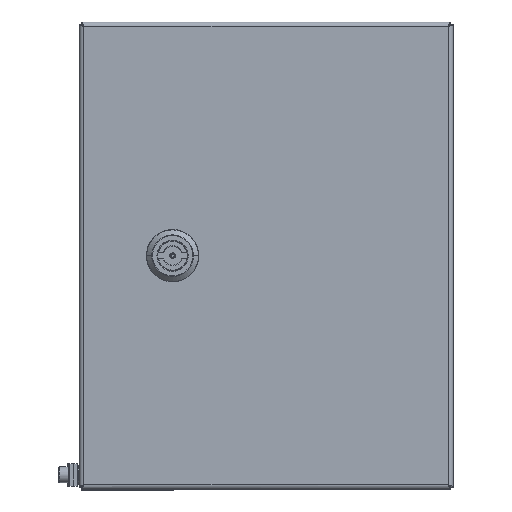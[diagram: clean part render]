
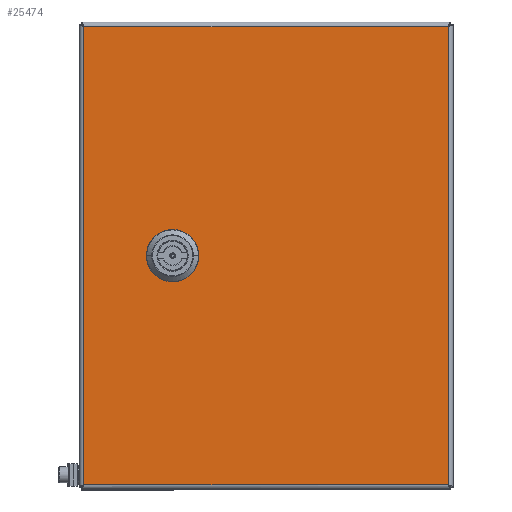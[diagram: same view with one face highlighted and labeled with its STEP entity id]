
A CAD part, top view. The second image highlights one B-rep face of the part: STEP entity #25474.
In plain terms, the highlighted face is planar.
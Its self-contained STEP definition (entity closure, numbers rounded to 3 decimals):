
#282 = CARTESIAN_POINT ( 'NONE',  ( 50., 0., 0. ) ) ;
#1039 = AXIS2_PLACEMENT_3D ( 'NONE', #282, #20283, #3178 ) ;
#1308 = VERTEX_POINT ( 'NONE', #26279 ) ;
#1604 = EDGE_CURVE ( 'NONE', #31270, #23385, #13317, .T. ) ;
#1727 = VERTEX_POINT ( 'NONE', #22588 ) ;
#2025 = VERTEX_POINT ( 'NONE', #30320 ) ;
#2209 = DIRECTION ( 'NONE',  ( 0., 0., -1. ) ) ;
#2617 = ORIENTED_EDGE ( 'NONE', *, *, #20971, .T. ) ;
#2678 = CARTESIAN_POINT ( 'NONE',  ( 55.154, 10., 0. ) ) ;
#3178 = DIRECTION ( 'NONE',  ( -1., 0., 0. ) ) ;
#3467 = EDGE_CURVE ( 'NONE', #1727, #18423, #12016, .T. ) ;
#3468 = AXIS2_PLACEMENT_3D ( 'NONE', #25742, #8651, #28604 ) ;
#4044 = CIRCLE ( 'NONE', #4595, 11.25 ) ;
#4439 = VECTOR ( 'NONE', #21049, 1000. ) ;
#4539 = DIRECTION ( 'NONE',  ( 0., -1., 0. ) ) ;
#4595 = AXIS2_PLACEMENT_3D ( 'NONE', #19328, #2209, #22157 ) ;
#4739 = DIRECTION ( 'NONE',  ( 0., 0., 1. ) ) ;
#4846 = CARTESIAN_POINT ( 'NONE',  ( 97.5, 123.743, 0. ) ) ;
#4990 = EDGE_LOOP ( 'NONE', ( #5485, #9462, #24595, #23354, #36836, #12704, #19149, #25016 ) ) ;
#5485 = ORIENTED_EDGE ( 'NONE', *, *, #16429, .F. ) ;
#7745 = DIRECTION ( 'NONE',  ( 1., 0., 0. ) ) ;
#8395 = DIRECTION ( 'NONE',  ( -1., 0., 0. ) ) ;
#8651 = DIRECTION ( 'NONE',  ( 0., 0., -1. ) ) ;
#8715 = LINE ( 'NONE', #15945, #22080 ) ;
#9198 = LINE ( 'NONE', #23967, #15853 ) ;
#9462 = ORIENTED_EDGE ( 'NONE', *, *, #27521, .F. ) ;
#9474 = FACE_OUTER_BOUND ( 'NONE', #22376, .T. ) ;
#10250 = DIRECTION ( 'NONE',  ( 0., 1., 0. ) ) ;
#10370 = EDGE_CURVE ( 'NONE', #2025, #18592, #4044, .T. ) ;
#11634 = VECTOR ( 'NONE', #8395, 1000. ) ;
#12016 = LINE ( 'NONE', #26696, #4439 ) ;
#12040 = CARTESIAN_POINT ( 'NONE',  ( 60., -5.154, 0. ) ) ;
#12312 = EDGE_CURVE ( 'NONE', #23385, #13448, #12796, .T. ) ;
#12380 = CIRCLE ( 'NONE', #3468, 11.25 ) ;
#12415 = VECTOR ( 'NONE', #16200, 1000. ) ;
#12704 = ORIENTED_EDGE ( 'NONE', *, *, #27972, .F. ) ;
#12796 = CIRCLE ( 'NONE', #21852, 11.25 ) ;
#12926 = CARTESIAN_POINT ( 'NONE',  ( 40., 5.154, 0. ) ) ;
#13211 = ORIENTED_EDGE ( 'NONE', *, *, #19854, .T. ) ;
#13317 = LINE ( 'NONE', #33357, #12415 ) ;
#13319 = CIRCLE ( 'NONE', #1039, 11.25 ) ;
#13426 = DIRECTION ( 'NONE',  ( 0., -1., 0. ) ) ;
#13448 = VERTEX_POINT ( 'NONE', #23578 ) ;
#15853 = VECTOR ( 'NONE', #29598, 1000. ) ;
#15859 = CARTESIAN_POINT ( 'NONE',  ( 60., 5.154, 0. ) ) ;
#15945 = CARTESIAN_POINT ( 'NONE',  ( -97.5, -123.743, 0. ) ) ;
#16129 = FACE_BOUND ( 'NONE', #4990, .T. ) ;
#16200 = DIRECTION ( 'NONE',  ( 1., 0., 0. ) ) ;
#16238 = ORIENTED_EDGE ( 'NONE', *, *, #29799, .T. ) ;
#16429 = EDGE_CURVE ( 'NONE', #1308, #2025, #34418, .T. ) ;
#16831 = CARTESIAN_POINT ( 'NONE',  ( 50., 0., 0. ) ) ;
#18377 = CARTESIAN_POINT ( 'NONE',  ( 97.5, 122.5, 0. ) ) ;
#18423 = VERTEX_POINT ( 'NONE', #25827 ) ;
#18592 = VERTEX_POINT ( 'NONE', #26040 ) ;
#18738 = EDGE_CURVE ( 'NONE', #13448, #33498, #28439, .T. ) ;
#19006 = VECTOR ( 'NONE', #13426, 1000. ) ;
#19149 = ORIENTED_EDGE ( 'NONE', *, *, #19203, .F. ) ;
#19203 = EDGE_CURVE ( 'NONE', #18592, #34824, #9198, .T. ) ;
#19328 = CARTESIAN_POINT ( 'NONE',  ( 50., 0., 0. ) ) ;
#19731 = DIRECTION ( 'NONE',  ( -1., 0., 0. ) ) ;
#19854 = EDGE_CURVE ( 'NONE', #28155, #1727, #34178, .T. ) ;
#20283 = DIRECTION ( 'NONE',  ( 0., 0., -1. ) ) ;
#20816 = VECTOR ( 'NONE', #4539, 1000. ) ;
#20971 = EDGE_CURVE ( 'NONE', #22621, #28155, #36313, .T. ) ;
#21049 = DIRECTION ( 'NONE',  ( -1., 0., 0. ) ) ;
#21134 = VECTOR ( 'NONE', #7745, 1000. ) ;
#21852 = AXIS2_PLACEMENT_3D ( 'NONE', #16831, #36772, #19731 ) ;
#22080 = VECTOR ( 'NONE', #10250, 1000. ) ;
#22157 = DIRECTION ( 'NONE',  ( -1., 0., 0. ) ) ;
#22376 = EDGE_LOOP ( 'NONE', ( #33085, #16238, #2617, #13211 ) ) ;
#22588 = CARTESIAN_POINT ( 'NONE',  ( 97.5, -122.5, 0. ) ) ;
#22621 = VERTEX_POINT ( 'NONE', #34679 ) ;
#23354 = ORIENTED_EDGE ( 'NONE', *, *, #12312, .F. ) ;
#23385 = VERTEX_POINT ( 'NONE', #2678 ) ;
#23578 = CARTESIAN_POINT ( 'NONE',  ( 60., 5.154, 0. ) ) ;
#23967 = CARTESIAN_POINT ( 'NONE',  ( 40., 5.154, 0. ) ) ;
#24576 = CARTESIAN_POINT ( 'NONE',  ( -100., 125., 0. ) ) ;
#24595 = ORIENTED_EDGE ( 'NONE', *, *, #18738, .F. ) ;
#24702 = DIRECTION ( 'NONE',  ( 1., 0., 0. ) ) ;
#25016 = ORIENTED_EDGE ( 'NONE', *, *, #10370, .F. ) ;
#25474 = ADVANCED_FACE ( 'NONE', ( #16129, #9474 ), #27455, .F. ) ;
#25742 = CARTESIAN_POINT ( 'NONE',  ( 50., 0., 0. ) ) ;
#25827 = CARTESIAN_POINT ( 'NONE',  ( -97.5, -122.5, 0. ) ) ;
#26040 = CARTESIAN_POINT ( 'NONE',  ( 40., -5.154, 0. ) ) ;
#26279 = CARTESIAN_POINT ( 'NONE',  ( 55.154, -10., 0. ) ) ;
#26696 = CARTESIAN_POINT ( 'NONE',  ( 98.743, -122.5, 0. ) ) ;
#27310 = AXIS2_PLACEMENT_3D ( 'NONE', #24576, #4739, #24702 ) ;
#27455 = PLANE ( 'NONE',  #27310 ) ;
#27521 = EDGE_CURVE ( 'NONE', #33498, #1308, #13319, .T. ) ;
#27972 = EDGE_CURVE ( 'NONE', #34824, #31270, #12380, .T. ) ;
#28155 = VERTEX_POINT ( 'NONE', #18377 ) ;
#28355 = CARTESIAN_POINT ( 'NONE',  ( 55.154, -10., 0. ) ) ;
#28439 = LINE ( 'NONE', #15859, #20816 ) ;
#28604 = DIRECTION ( 'NONE',  ( -1., 0., 0. ) ) ;
#29598 = DIRECTION ( 'NONE',  ( 0., 1., 0. ) ) ;
#29799 = EDGE_CURVE ( 'NONE', #18423, #22621, #8715, .T. ) ;
#30320 = CARTESIAN_POINT ( 'NONE',  ( 44.846, -10., 0. ) ) ;
#31270 = VERTEX_POINT ( 'NONE', #31524 ) ;
#31524 = CARTESIAN_POINT ( 'NONE',  ( 44.846, 10., 0. ) ) ;
#33085 = ORIENTED_EDGE ( 'NONE', *, *, #3467, .T. ) ;
#33357 = CARTESIAN_POINT ( 'NONE',  ( 55.154, 10., 0. ) ) ;
#33359 = CARTESIAN_POINT ( 'NONE',  ( -98.743, 122.5, 0. ) ) ;
#33498 = VERTEX_POINT ( 'NONE', #12040 ) ;
#34178 = LINE ( 'NONE', #4846, #19006 ) ;
#34418 = LINE ( 'NONE', #28355, #11634 ) ;
#34679 = CARTESIAN_POINT ( 'NONE',  ( -97.5, 122.5, 0. ) ) ;
#34824 = VERTEX_POINT ( 'NONE', #12926 ) ;
#36313 = LINE ( 'NONE', #33359, #21134 ) ;
#36772 = DIRECTION ( 'NONE',  ( 0., 0., -1. ) ) ;
#36836 = ORIENTED_EDGE ( 'NONE', *, *, #1604, .F. ) ;
